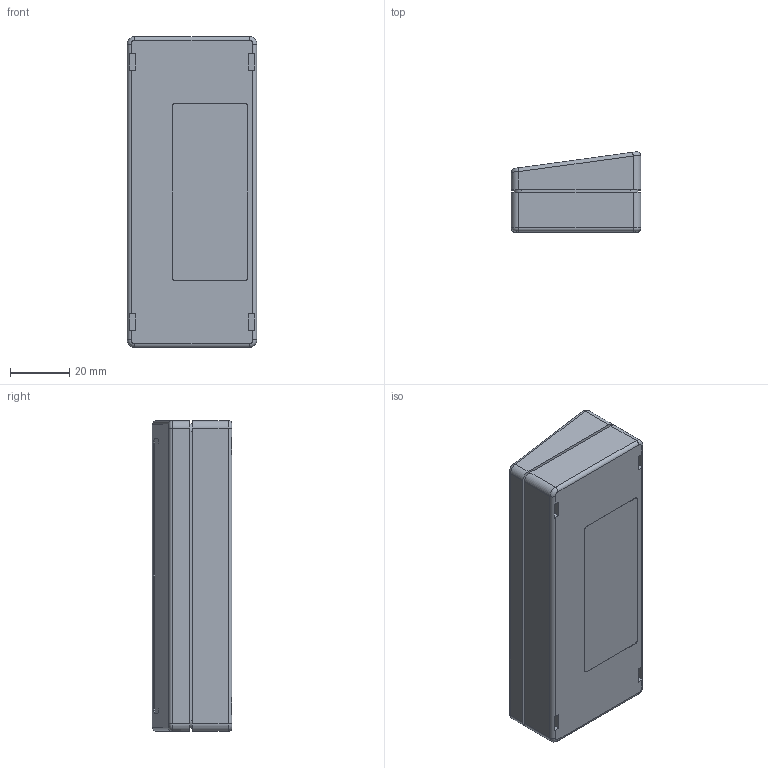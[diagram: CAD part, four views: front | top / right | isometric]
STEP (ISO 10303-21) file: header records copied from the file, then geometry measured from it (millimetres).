
FILE_DESCRIPTION (( 'STEP AP203' ), '1' );
FILE_NAME ('JMOD4U-1.STEP', '2006-06-30T18:49:26', ( ' ' ), ( ' ' ), 'SwSTEP 2.0', 'SolidWorks 2005354', '' );
FILE_SCHEMA (( 'CONFIG_CONTROL_DESIGN' ));
Length unit declared in the file: inch
Products named in the file (1): JMOD4U-1
Bounding box: 43.69 x 26.99 x 104.9 mm (x, y, z)
Volume: 99638.4 mm3; surface area: 22187.4 mm2
Topology: 1 solids, 1 shells, 400 faces, 1172 edges, 776 vertices
Faces by surface type: plane 364, cylinder 28, torus 4, bspline 4
Entity records: 15155 total; most frequent: CARTESIAN_POINT 4269, ORIENTED_EDGE 2344, DIRECTION 2022, EDGE_CURVE 1172, VECTOR 1100, LINE 1100, VERTEX_POINT 776, EDGE_LOOP 482
